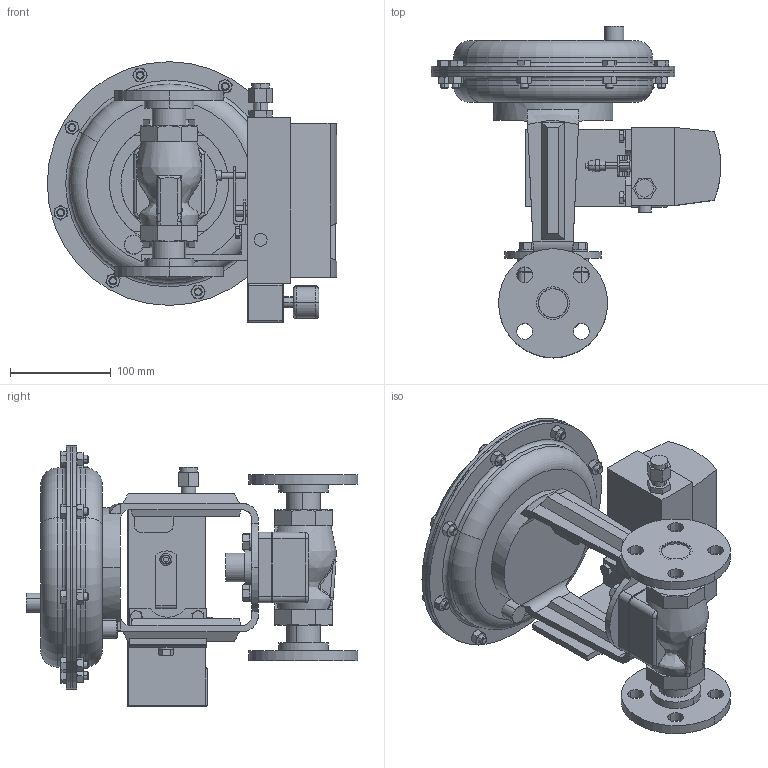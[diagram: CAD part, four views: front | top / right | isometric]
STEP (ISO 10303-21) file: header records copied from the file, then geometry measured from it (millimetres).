
FILE_DESCRIPTION (( 'STEP AP203' ), '1' );
FILE_NAME ('78SP-100-BR+CS+S6-F5-35M-16IQ.step', '2017-09-25T17:09:11', ( '' ), ( '' ), 'SwSTEP 2.0', 'SolidWorks 2014', '' );
FILE_SCHEMA (( 'CONFIG_CONTROL_DESIGN' ));
Length unit declared in the file: inch
Products named in the file (1): 78SP-100-BR+CS+S6-F5-35M-16IQ
Bounding box: 286.74 x 328.65 x 258.03 mm (x, y, z)
Volume: 4699121.8 mm3; surface area: 646124.6 mm2
Topology: 44 solids, 44 shells, 937 faces, 2102 edges, 1294 vertices
Faces by surface type: plane 426, cone 253, cylinder 194, bspline 32, torus 30, sphere 2
Entity records: 32491 total; most frequent: CARTESIAN_POINT 12299, ORIENTED_EDGE 4196, DIRECTION 4049, EDGE_CURVE 2098, AXIS2_PLACEMENT_3D 1600, VERTEX_POINT 1294, EDGE_LOOP 1008, FACE_OUTER_BOUND 937
